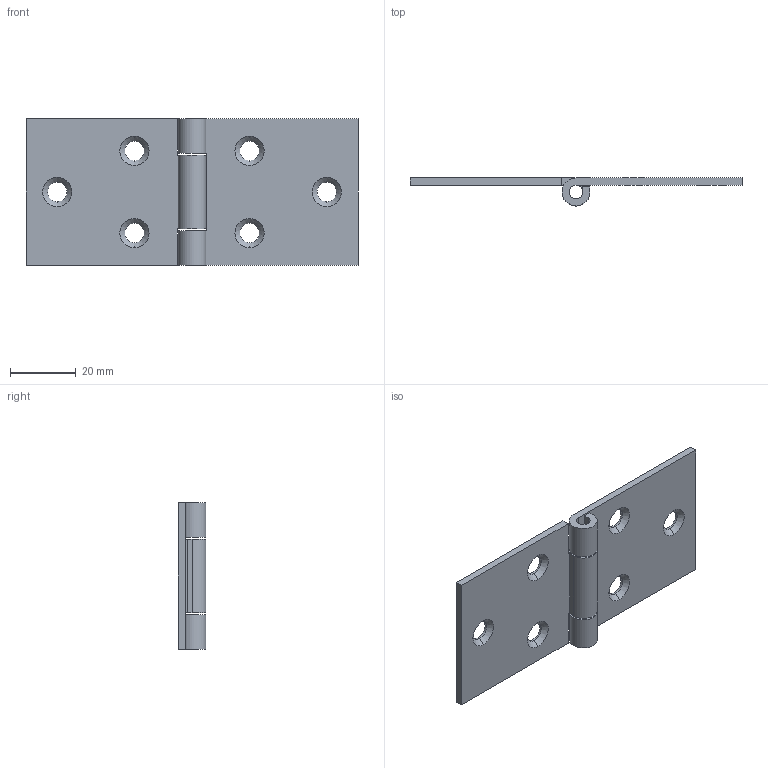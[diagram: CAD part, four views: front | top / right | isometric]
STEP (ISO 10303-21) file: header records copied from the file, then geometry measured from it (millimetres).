
FILE_DESCRIPTION (( 'STEP AP203' ), '1' );
FILE_NAME ('T61800.STEP', '2018-08-14T11:42:38', ( '' ), ( '' ), 'SwSTEP 2.0', 'SolidWorks 2016', '' );
FILE_SCHEMA (( 'CONFIG_CONTROL_DESIGN' ));
Length unit declared in the file: millimetre
Products named in the file (3): T61800; T61800-1; T61800-2
Assembly tree (2 placements, depth 2):
  T61800
    T61800-1
    T61800-2
Bounding box: 101 x 8.5 x 44.5 mm (x, y, z)
Volume: 10494.4 mm3; surface area: 10909.4 mm2
Topology: 2 solids, 2 shells, 56 faces, 156 edges, 104 vertices
Faces by surface type: plane 26, cylinder 18, cone 12
Entity records: 2149 total; most frequent: DIRECTION 338, CARTESIAN_POINT 321, ORIENTED_EDGE 312, EDGE_CURVE 156, AXIS2_PLACEMENT_3D 121, VERTEX_POINT 104, VECTOR 96, LINE 96
